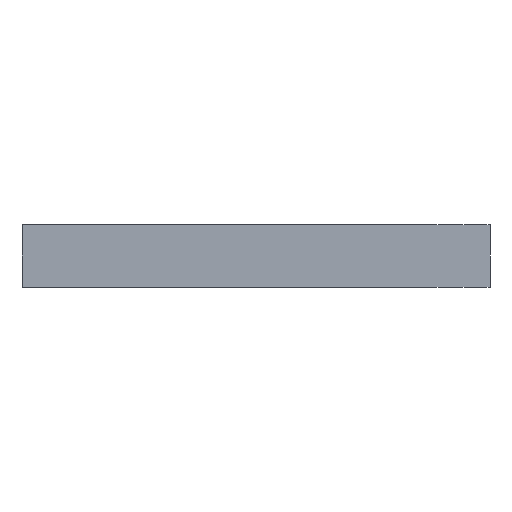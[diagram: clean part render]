
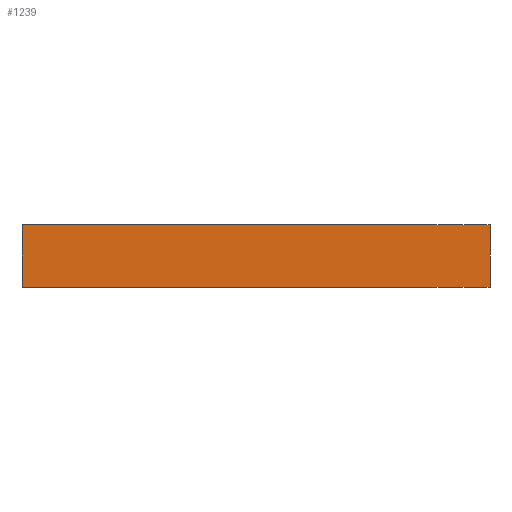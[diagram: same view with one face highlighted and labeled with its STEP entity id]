
A CAD part, front view. The second image highlights one B-rep face of the part: STEP entity #1239.
In plain terms, the highlighted planar face has unit normal (0, -1, 0).
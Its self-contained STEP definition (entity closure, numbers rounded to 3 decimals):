
#14 = VERTEX_POINT ( 'NONE', #110 ) ;
#88 = CARTESIAN_POINT ( 'NONE',  ( 0., -140., 0. ) ) ;
#110 = CARTESIAN_POINT ( 'NONE',  ( 0., -140., 12. ) ) ;
#173 = CARTESIAN_POINT ( 'NONE',  ( 90., -140., 0. ) ) ;
#183 = EDGE_LOOP ( 'NONE', ( #1016, #1508, #1665, #1492 ) ) ;
#188 = EDGE_CURVE ( 'NONE', #1238, #307, #747, .T. ) ;
#217 = CARTESIAN_POINT ( 'NONE',  ( 90., -140., 12. ) ) ;
#258 = VECTOR ( 'NONE', #1669, 1000. ) ;
#307 = VERTEX_POINT ( 'NONE', #373 ) ;
#373 = CARTESIAN_POINT ( 'NONE',  ( 90., -140., 0. ) ) ;
#478 = VECTOR ( 'NONE', #907, 1000. ) ;
#498 = DIRECTION ( 'NONE',  ( -1., 0., 0. ) ) ;
#622 = VECTOR ( 'NONE', #668, 1000. ) ;
#666 = EDGE_CURVE ( 'NONE', #14, #1238, #814, .T. ) ;
#668 = DIRECTION ( 'NONE',  ( 1., 0., 0. ) ) ;
#747 = LINE ( 'NONE', #847, #1341 ) ;
#814 = LINE ( 'NONE', #1205, #622 ) ;
#847 = CARTESIAN_POINT ( 'NONE',  ( 90., -140., 12. ) ) ;
#850 = VERTEX_POINT ( 'NONE', #88 ) ;
#883 = LINE ( 'NONE', #1171, #478 ) ;
#907 = DIRECTION ( 'NONE',  ( 0., 0., 1. ) ) ;
#1016 = ORIENTED_EDGE ( 'NONE', *, *, #666, .F. ) ;
#1021 = DIRECTION ( 'NONE',  ( 0., 0., -1. ) ) ;
#1171 = CARTESIAN_POINT ( 'NONE',  ( 0., -140., 0. ) ) ;
#1205 = CARTESIAN_POINT ( 'NONE',  ( 90., -140., 12. ) ) ;
#1238 = VERTEX_POINT ( 'NONE', #1437 ) ;
#1239 = ADVANCED_FACE ( 'NONE', ( #1554 ), #1295, .F. ) ;
#1241 = LINE ( 'NONE', #173, #258 ) ;
#1276 = EDGE_CURVE ( 'NONE', #850, #14, #883, .T. ) ;
#1295 = PLANE ( 'NONE',  #1569 ) ;
#1341 = VECTOR ( 'NONE', #1021, 1000. ) ;
#1437 = CARTESIAN_POINT ( 'NONE',  ( 90., -140., 12. ) ) ;
#1492 = ORIENTED_EDGE ( 'NONE', *, *, #188, .F. ) ;
#1508 = ORIENTED_EDGE ( 'NONE', *, *, #1276, .F. ) ;
#1554 = FACE_OUTER_BOUND ( 'NONE', #183, .T. ) ;
#1569 = AXIS2_PLACEMENT_3D ( 'NONE', #217, #1678, #498 ) ;
#1665 = ORIENTED_EDGE ( 'NONE', *, *, #1735, .T. ) ;
#1669 = DIRECTION ( 'NONE',  ( 1., 0., 0. ) ) ;
#1678 = DIRECTION ( 'NONE',  ( 0., 1., 0. ) ) ;
#1735 = EDGE_CURVE ( 'NONE', #850, #307, #1241, .T. ) ;
